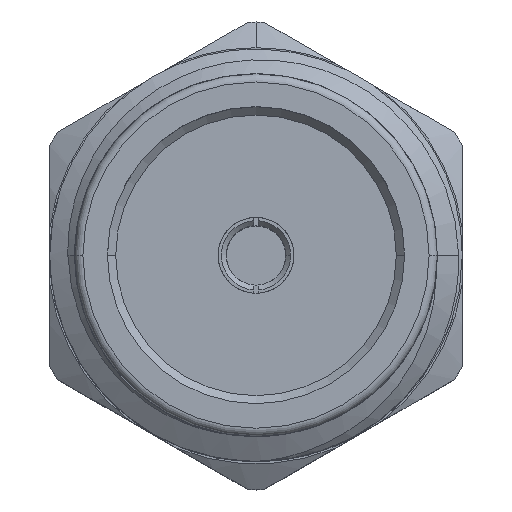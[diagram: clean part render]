
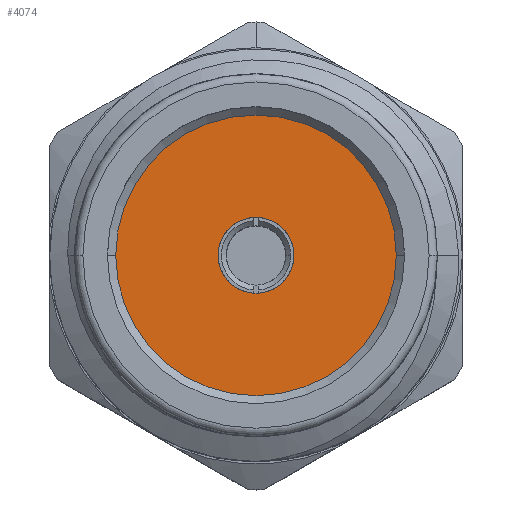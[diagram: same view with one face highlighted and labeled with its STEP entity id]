
A CAD part, top view. The second image highlights one B-rep face of the part: STEP entity #4074.
In plain terms, the highlighted face is planar.
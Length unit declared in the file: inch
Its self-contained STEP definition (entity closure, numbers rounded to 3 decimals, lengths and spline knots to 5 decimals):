
#68 = EDGE_CURVE ( 'NONE', #2486, #3548, #434, .T. ) ;
#183 = CARTESIAN_POINT ( 'NONE',  ( 0.075, 0., 0. ) ) ;
#268 = CIRCLE ( 'NONE', #519, 0.023 ) ;
#348 = CARTESIAN_POINT ( 'NONE',  ( 0.075, 0., -0.085 ) ) ;
#387 = ORIENTED_EDGE ( 'NONE', *, *, #1884, .F. ) ;
#434 = CIRCLE ( 'NONE', #3470, 0.085 ) ;
#514 = FACE_OUTER_BOUND ( 'NONE', #727, .T. ) ;
#519 = AXIS2_PLACEMENT_3D ( 'NONE', #1708, #4727, #1664 ) ;
#560 = VERTEX_POINT ( 'NONE', #3755 ) ;
#718 = CARTESIAN_POINT ( 'NONE',  ( 0.075, 0., 0. ) ) ;
#727 = EDGE_LOOP ( 'NONE', ( #1061, #3071 ) ) ;
#763 = CIRCLE ( 'NONE', #3564, 0.023 ) ;
#1061 = ORIENTED_EDGE ( 'NONE', *, *, #68, .T. ) ;
#1167 = VERTEX_POINT ( 'NONE', #4192 ) ;
#1295 = DIRECTION ( 'NONE',  ( 0., 0., 1. ) ) ;
#1664 = DIRECTION ( 'NONE',  ( 0., 0., 1. ) ) ;
#1708 = CARTESIAN_POINT ( 'NONE',  ( 0.075, 0., 0. ) ) ;
#1713 = PLANE ( 'NONE',  #2363 ) ;
#1884 = EDGE_CURVE ( 'NONE', #560, #1167, #763, .T. ) ;
#2101 = DIRECTION ( 'NONE',  ( -1., 0., 0. ) ) ;
#2208 = DIRECTION ( 'NONE',  ( -1., 0., 0. ) ) ;
#2257 = CARTESIAN_POINT ( 'NONE',  ( 0.075, 0., 0. ) ) ;
#2363 = AXIS2_PLACEMENT_3D ( 'NONE', #183, #2783, #1295 ) ;
#2486 = VERTEX_POINT ( 'NONE', #4649 ) ;
#2578 = CIRCLE ( 'NONE', #4681, 0.085 ) ;
#2783 = DIRECTION ( 'NONE',  ( -1., 0., 0. ) ) ;
#2941 = DIRECTION ( 'NONE',  ( 0., 0., 1. ) ) ;
#3071 = ORIENTED_EDGE ( 'NONE', *, *, #3769, .T. ) ;
#3188 = FACE_BOUND ( 'NONE', #4043, .T. ) ;
#3442 = EDGE_CURVE ( 'NONE', #1167, #560, #268, .T. ) ;
#3470 = AXIS2_PLACEMENT_3D ( 'NONE', #3697, #2101, #3602 ) ;
#3548 = VERTEX_POINT ( 'NONE', #348 ) ;
#3564 = AXIS2_PLACEMENT_3D ( 'NONE', #2257, #4556, #2941 ) ;
#3602 = DIRECTION ( 'NONE',  ( 0., 0., 1. ) ) ;
#3697 = CARTESIAN_POINT ( 'NONE',  ( 0.075, 0., 0. ) ) ;
#3755 = CARTESIAN_POINT ( 'NONE',  ( 0.075, 0., -0.023 ) ) ;
#3769 = EDGE_CURVE ( 'NONE', #3548, #2486, #2578, .T. ) ;
#4043 = EDGE_LOOP ( 'NONE', ( #4224, #387 ) ) ;
#4074 = ADVANCED_FACE ( 'NONE', ( #3188, #514 ), #1713, .T. ) ;
#4192 = CARTESIAN_POINT ( 'NONE',  ( 0.075, 0., 0.023 ) ) ;
#4224 = ORIENTED_EDGE ( 'NONE', *, *, #3442, .F. ) ;
#4525 = DIRECTION ( 'NONE',  ( 0., 0., 1. ) ) ;
#4556 = DIRECTION ( 'NONE',  ( -1., 0., 0. ) ) ;
#4649 = CARTESIAN_POINT ( 'NONE',  ( 0.075, 0., 0.085 ) ) ;
#4681 = AXIS2_PLACEMENT_3D ( 'NONE', #718, #2208, #4525 ) ;
#4727 = DIRECTION ( 'NONE',  ( -1., 0., 0. ) ) ;
